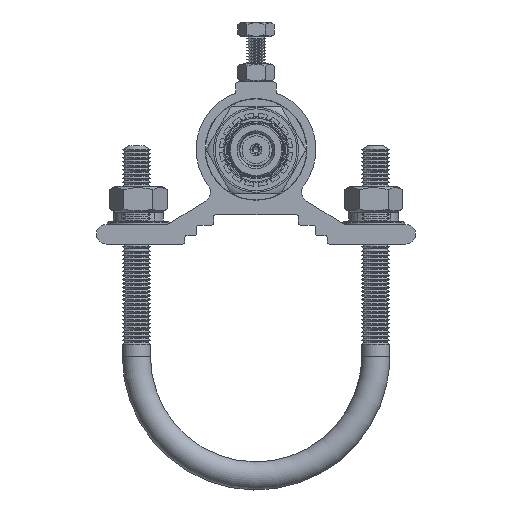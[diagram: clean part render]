
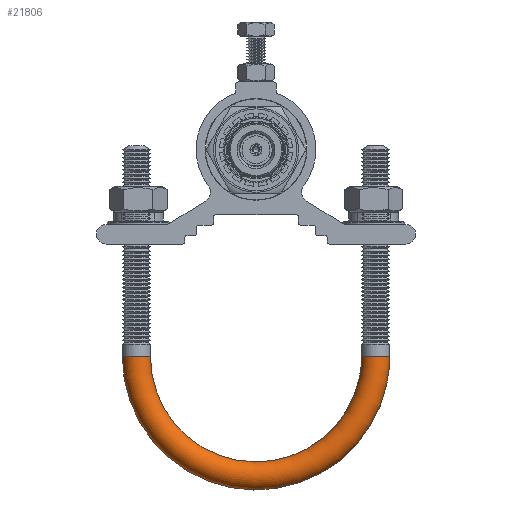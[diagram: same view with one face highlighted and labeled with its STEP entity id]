
A CAD part, front view. The second image highlights one B-rep face of the part: STEP entity #21806.
In plain terms, the highlighted toroidal (fillet/blend) face has major radius 30 mm and minor radius 3.531 mm.
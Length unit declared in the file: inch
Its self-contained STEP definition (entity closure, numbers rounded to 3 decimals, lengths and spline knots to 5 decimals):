
#328 = DIRECTION ( 'NONE',  ( 0., 0., 1. ) ) ;
#1480 = TOROIDAL_SURFACE ( 'NONE', #16111, 1.1811, 0.139 ) ;
#1883 = ORIENTED_EDGE ( 'NONE', *, *, #7200, .T. ) ;
#2093 = CARTESIAN_POINT ( 'NONE',  ( 0., 0., 0. ) ) ;
#2325 = ORIENTED_EDGE ( 'NONE', *, *, #23218, .F. ) ;
#3062 = VERTEX_POINT ( 'NONE', #4778 ) ;
#4218 = CARTESIAN_POINT ( 'NONE',  ( 1.0421, 0., 0. ) ) ;
#4778 = CARTESIAN_POINT ( 'NONE',  ( -1.0421, 0., 0. ) ) ;
#5341 = EDGE_LOOP ( 'NONE', ( #2325 ) ) ;
#5672 = CIRCLE ( 'NONE', #23074, 0.139 ) ;
#7200 = EDGE_CURVE ( 'NONE', #3062, #3062, #5672, .T. ) ;
#8106 = FACE_OUTER_BOUND ( 'NONE', #5341, .T. ) ;
#8694 = FACE_OUTER_BOUND ( 'NONE', #15666, .T. ) ;
#9448 = CARTESIAN_POINT ( 'NONE',  ( 1.1811, 0., 0. ) ) ;
#11297 = DIRECTION ( 'NONE',  ( -1., 0., 0. ) ) ;
#11351 = DIRECTION ( 'NONE',  ( 0., 0., -1. ) ) ;
#11382 = CARTESIAN_POINT ( 'NONE',  ( -1.1811, 0., 0. ) ) ;
#12326 = CIRCLE ( 'NONE', #19100, 0.139 ) ;
#13251 = DIRECTION ( 'NONE',  ( 1., 0., 0. ) ) ;
#15666 = EDGE_LOOP ( 'NONE', ( #1883 ) ) ;
#16111 = AXIS2_PLACEMENT_3D ( 'NONE', #2093, #22449, #11351 ) ;
#19100 = AXIS2_PLACEMENT_3D ( 'NONE', #9448, #22388, #11297 ) ;
#21806 = ADVANCED_FACE ( 'NONE', ( #8106, #8694 ), #1480, .T. ) ;
#22323 = VERTEX_POINT ( 'NONE', #4218 ) ;
#22388 = DIRECTION ( 'NONE',  ( 0., 0., -1. ) ) ;
#22449 = DIRECTION ( 'NONE',  ( 0., -1., 0. ) ) ;
#23074 = AXIS2_PLACEMENT_3D ( 'NONE', #11382, #328, #13251 ) ;
#23218 = EDGE_CURVE ( 'NONE', #22323, #22323, #12326, .T. ) ;
